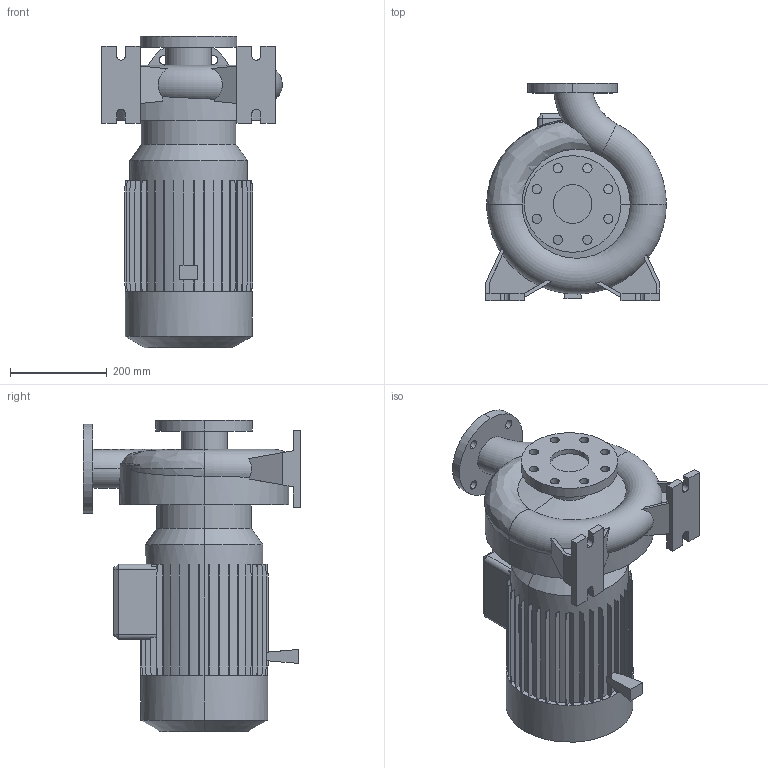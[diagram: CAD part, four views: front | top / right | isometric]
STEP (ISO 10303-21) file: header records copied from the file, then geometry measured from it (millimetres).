
FILE_DESCRIPTION (( 'STEP AP214' ), '1' );
FILE_NAME ('10010797swp01.step', '2021-10-12T14:45:06', ( '' ), ( '' ), 'SwSTEP 2.0', 'SolidWorks 2020', '' );
FILE_SCHEMA (( 'AUTOMOTIVE_DESIGN' ));
Length unit declared in the file: millimetre
Products named in the file (1): 10010797swp01
Bounding box: 373.99 x 450 x 644 mm (x, y, z)
Volume: 35962226.2 mm3; surface area: 1196781.4 mm2
Topology: 1 solids, 1 shells, 405 faces, 1174 edges, 779 vertices
Faces by surface type: plane 325, cylinder 60, cone 11, torus 7, bspline 2
Entity records: 14934 total; most frequent: CARTESIAN_POINT 4111, ORIENTED_EDGE 2348, DIRECTION 2122, EDGE_CURVE 1174, LINE 908, VECTOR 908, VERTEX_POINT 779, AXIS2_PLACEMENT_3D 607
